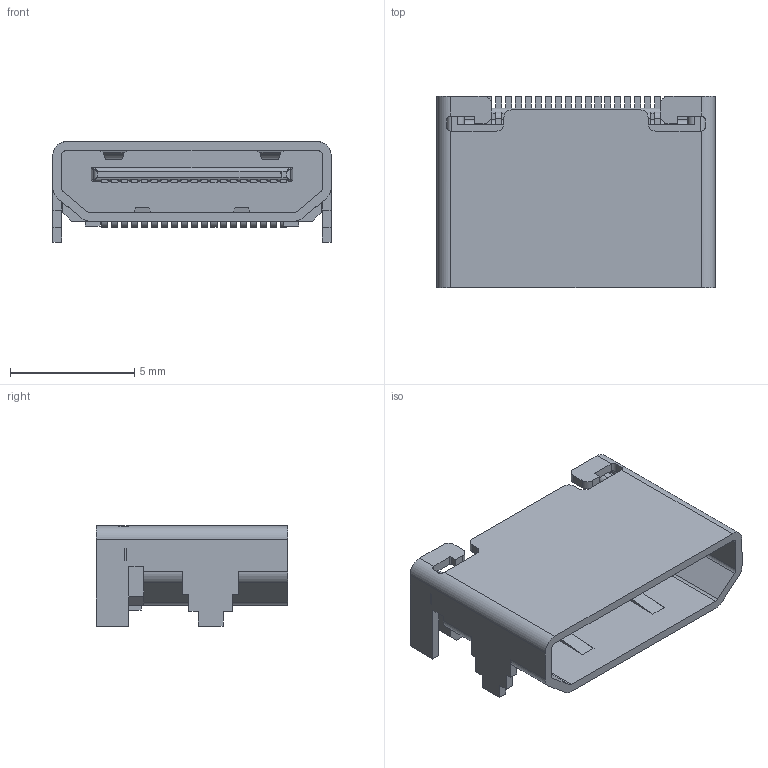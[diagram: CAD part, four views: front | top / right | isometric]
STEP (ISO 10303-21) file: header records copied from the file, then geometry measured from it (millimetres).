
FILE_DESCRIPTION(('FreeCAD Model'),'2;1');
FILE_NAME('C-2013978-2.step','2017-03-02T17:18:19',( 'kicad StepUp'),('ksu MCAD'),'Open CASCADE STEP processor 6.8', 'FreeCAD','Unknown');
FILE_SCHEMA(('AUTOMOTIVE_DESIGN_CC2 { 1 2 10303 214 -1 1 5 4 }'));
Length unit declared in the file: millimetre
Products named in the file (2): ASSEMBLY; C-2013978-2
Assembly tree (1 placements, depth 2):
  ASSEMBLY
    C-2013978-2
Bounding box: 11.2 x 7.7 x 4.05 mm (x, y, z)
Volume: 131.4 mm3; surface area: 565.1 mm2
Topology: 1 solids, 1 shells, 648 faces, 1898 edges, 1254 vertices
Faces by surface type: plane 498, cylinder 142, bspline 8
Entity records: 21841 total; most frequent: CARTESIAN_POINT 4356, ORIENTED_EDGE 3796, DIRECTION 3438, EDGE_CURVE 1898, LINE 1526, VECTOR 1526, VERTEX_POINT 1254, AXIS2_PLACEMENT_3D 956
